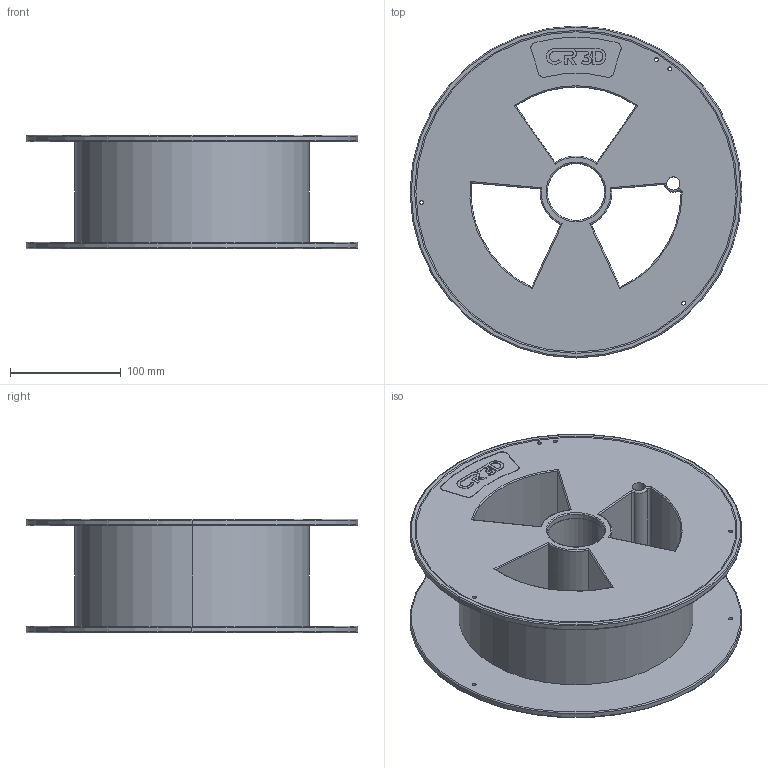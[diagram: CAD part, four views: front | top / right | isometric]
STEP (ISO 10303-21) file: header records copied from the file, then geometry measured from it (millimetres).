
FILE_DESCRIPTION (( 'STEP AP214' ), '1' );
FILE_NAME ('CR-3D_Filamentspule_2100g_transparent.STEP', '2020-12-26T06:02:10', ( '' ), ( '' ), 'SwSTEP 2.0', 'SolidWorks 2020', '' );
FILE_SCHEMA (( 'AUTOMOTIVE_DESIGN' ));
Length unit declared in the file: millimetre
Products named in the file (1): CR-3D_Filamentspule_2100g_transparent
Bounding box: 300 x 300 x 103 mm (x, y, z)
Volume: 2297363.6 mm3; surface area: 354975.5 mm2
Topology: 1 solids, 1 shells, 172 faces, 440 edges, 277 vertices
Faces by surface type: cylinder 59, plane 50, torus 33, bspline 30
Entity records: 6577 total; most frequent: CARTESIAN_POINT 1828, ORIENTED_EDGE 880, DIRECTION 792, EDGE_CURVE 440, AXIS2_PLACEMENT_3D 296, VERTEX_POINT 277, EDGE_LOOP 205, VECTOR 200
